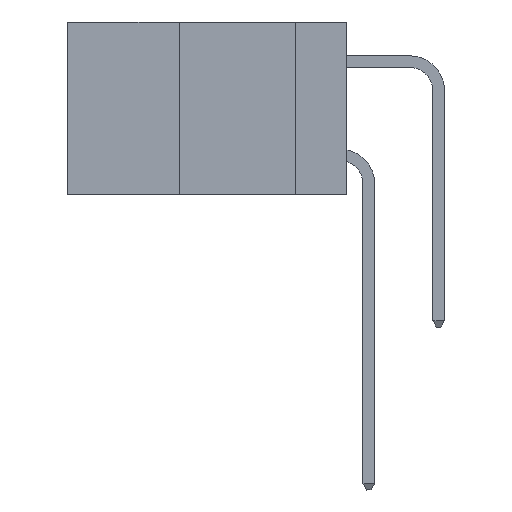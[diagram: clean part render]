
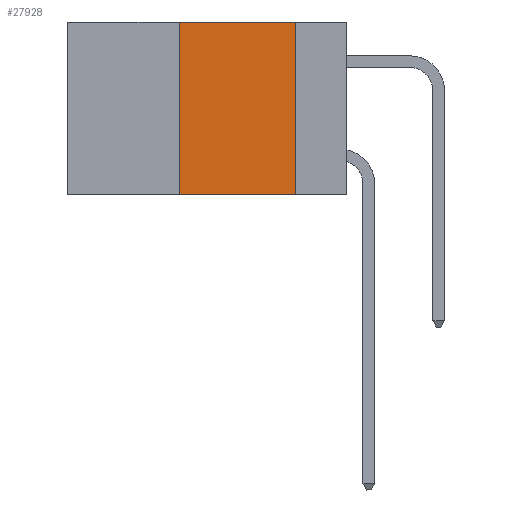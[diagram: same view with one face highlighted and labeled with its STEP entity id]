
A CAD part, left-side view. The second image highlights one B-rep face of the part: STEP entity #27928.
In plain terms, the highlighted planar face has unit normal (-1, 0, 0).
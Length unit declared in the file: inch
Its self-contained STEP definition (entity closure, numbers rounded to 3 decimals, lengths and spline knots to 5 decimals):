
#2061 = CARTESIAN_POINT ( 'NONE',  ( 0., 0.36, 0. ) ) ;
#5028 = EDGE_CURVE ( 'NONE', #6131, #17544, #7592, .T. ) ;
#5836 = LINE ( 'NONE', #13011, #36147 ) ;
#6131 = VERTEX_POINT ( 'NONE', #40404 ) ;
#7592 = LINE ( 'NONE', #14966, #10983 ) ;
#10983 = VECTOR ( 'NONE', #42095, 39.37008 ) ;
#11192 = LINE ( 'NONE', #17685, #33193 ) ;
#12587 = DIRECTION ( 'NONE',  ( 0., -1., 0. ) ) ;
#13011 = CARTESIAN_POINT ( 'NONE',  ( 0., 0.6, 0. ) ) ;
#13896 = VERTEX_POINT ( 'NONE', #36327 ) ;
#14966 = CARTESIAN_POINT ( 'NONE',  ( 0., 0.6, -0.37 ) ) ;
#15617 = EDGE_CURVE ( 'NONE', #13896, #17544, #11192, .T. ) ;
#16596 = ORIENTED_EDGE ( 'NONE', *, *, #15617, .F. ) ;
#17544 = VERTEX_POINT ( 'NONE', #27060 ) ;
#17685 = CARTESIAN_POINT ( 'NONE',  ( 0., 0.11, 0. ) ) ;
#17794 = EDGE_LOOP ( 'NONE', ( #16596, #27262, #28743, #32208 ) ) ;
#17810 = DIRECTION ( 'NONE',  ( 1., 0., 0. ) ) ;
#18029 = CARTESIAN_POINT ( 'NONE',  ( 0., 0.6, 0. ) ) ;
#18492 = EDGE_CURVE ( 'NONE', #6131, #43437, #43536, .T. ) ;
#21143 = CARTESIAN_POINT ( 'NONE',  ( 0., 0.36, 0. ) ) ;
#27060 = CARTESIAN_POINT ( 'NONE',  ( 0., 0.11, -0.37 ) ) ;
#27262 = ORIENTED_EDGE ( 'NONE', *, *, #28637, .F. ) ;
#27928 = ADVANCED_FACE ( 'NONE', ( #41355 ), #34633, .F. ) ;
#28637 = EDGE_CURVE ( 'NONE', #43437, #13896, #5836, .T. ) ;
#28743 = ORIENTED_EDGE ( 'NONE', *, *, #18492, .F. ) ;
#29435 = DIRECTION ( 'NONE',  ( 0., 0., 1. ) ) ;
#31059 = DIRECTION ( 'NONE',  ( 0., 0., -1. ) ) ;
#31364 = DIRECTION ( 'NONE',  ( 0., 0., -1. ) ) ;
#32208 = ORIENTED_EDGE ( 'NONE', *, *, #5028, .T. ) ;
#33193 = VECTOR ( 'NONE', #31364, 39.37008 ) ;
#34633 = PLANE ( 'NONE',  #38223 ) ;
#36147 = VECTOR ( 'NONE', #12587, 39.37008 ) ;
#36327 = CARTESIAN_POINT ( 'NONE',  ( 0., 0.11, 0. ) ) ;
#37833 = VECTOR ( 'NONE', #29435, 39.37008 ) ;
#38223 = AXIS2_PLACEMENT_3D ( 'NONE', #18029, #17810, #31059 ) ;
#40404 = CARTESIAN_POINT ( 'NONE',  ( 0., 0.36, -0.37 ) ) ;
#41355 = FACE_OUTER_BOUND ( 'NONE', #17794, .T. ) ;
#42095 = DIRECTION ( 'NONE',  ( 0., -1., 0. ) ) ;
#43437 = VERTEX_POINT ( 'NONE', #21143 ) ;
#43536 = LINE ( 'NONE', #2061, #37833 ) ;
